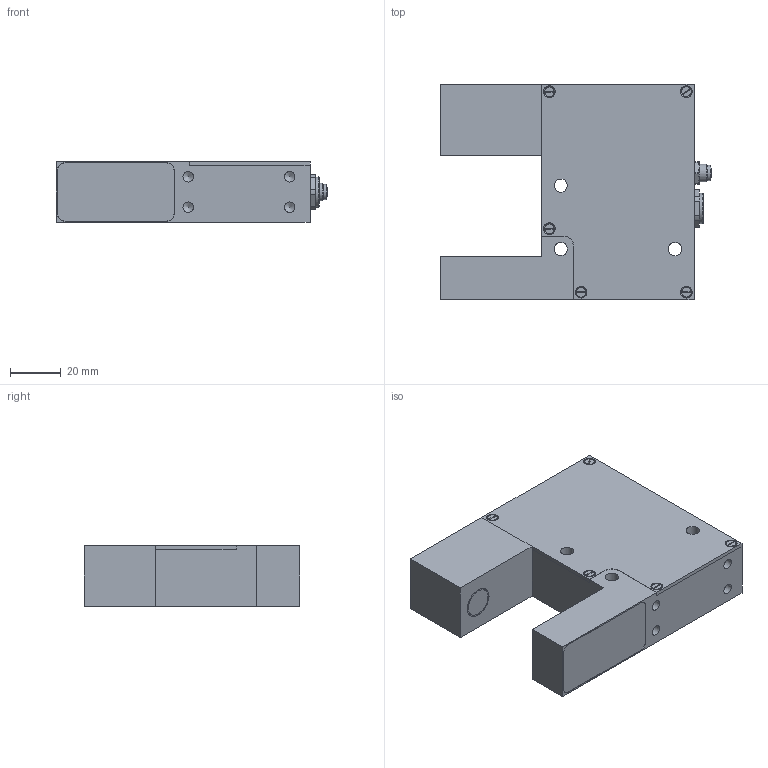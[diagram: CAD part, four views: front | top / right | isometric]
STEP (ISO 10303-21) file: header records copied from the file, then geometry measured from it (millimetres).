
FILE_DESCRIPTION((''),'2;1');
FILE_NAME('PG400140.stp','2012-05-01T21:47:39',('Administrator'),(''),'Autodesk Inventor 11','Autodesk Inventor 11','');
FILE_SCHEMA(('AUTOMOTIVE_DESIGN { 1 0 10303 214 1 1 1 1 }'));
Length unit declared in the file: millimetre
Products named in the file (1): PG400140
Bounding box: 107 x 85 x 24 mm (x, y, z)
Volume: 163986.6 mm3; surface area: 27748.8 mm2
Topology: 1 solids, 1 shells, 260 faces, 632 edges, 413 vertices
Faces by surface type: plane 131, cylinder 87, cone 37, sphere 4, torus 1
Full cylindrical faces by diameter (mm): 0.5 x4, 1 x8, 2.8 x4, 3.2 x4, 4.134 x4, 5 x1, 5.2 x3, 6 x2, 7 x1, 7.05 x1, 7.5 x1, 8.5 x1, 11 x2, 12 x2, 12.1 x2
Entity records: 7108 total; most frequent: CARTESIAN_POINT 1389, DIRECTION 1225, ORIENTED_EDGE 1052, EDGE_CURVE 526, AXIS2_PLACEMENT_3D 492, VERTEX_POINT 380, EDGE_LOOP 370, FACE_OUTER_BOUND 256
